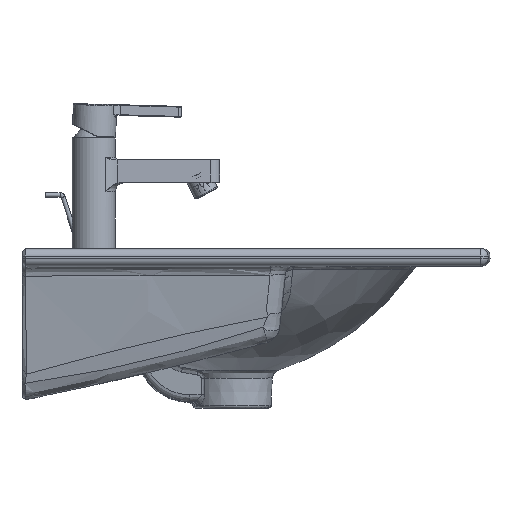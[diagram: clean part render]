
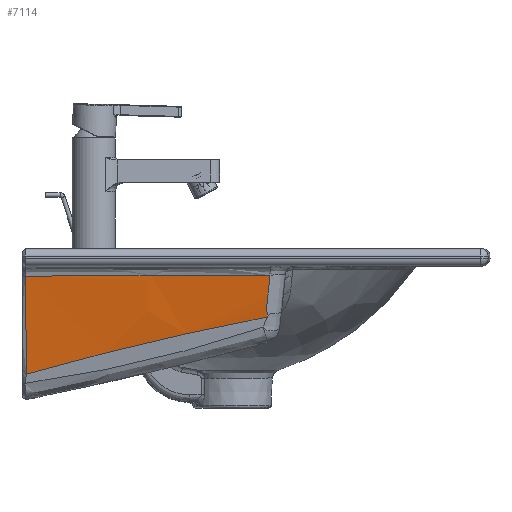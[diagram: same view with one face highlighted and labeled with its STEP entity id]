
A CAD part, front view. The second image highlights one B-rep face of the part: STEP entity #7114.
In plain terms, the highlighted free-form (B-spline) face has degree [3, 2] with [4, 3] control points.
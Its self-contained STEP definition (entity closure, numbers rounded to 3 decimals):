
#6022=CARTESIAN_POINT('',(-190.,-190.347,-25.321));
#6023=VERTEX_POINT('',#6022);
#6024=CARTESIAN_POINT('',(35.612,-184.32,-24.456));
#6025=VERTEX_POINT('',#6024);
#6026=CARTESIAN_POINT('',(-190.,-190.347,-25.321));
#6027=CARTESIAN_POINT('',(-186.441,-190.297,-25.309));
#6028=CARTESIAN_POINT('',(-182.884,-190.245,-25.297));
#6029=CARTESIAN_POINT('',(-179.328,-190.191,-25.284));
#6030=CARTESIAN_POINT('',(-151.44,-189.761,-25.187));
#6031=CARTESIAN_POINT('',(-123.684,-189.242,-25.087));
#6032=CARTESIAN_POINT('',(-99.652,-188.715,-24.997));
#6033=CARTESIAN_POINT('',(-57.389,-187.639,-24.836));
#6034=CARTESIAN_POINT('',(-16.302,-186.318,-24.671));
#6035=CARTESIAN_POINT('',(1.338,-185.695,-24.599));
#6036=CARTESIAN_POINT('',(18.671,-185.027,-24.527));
#6037=CARTESIAN_POINT('',(35.475,-184.325,-24.457));
#6038=CARTESIAN_POINT('',(35.52,-184.324,-24.456));
#6039=CARTESIAN_POINT('',(35.566,-184.322,-24.456));
#6040=CARTESIAN_POINT('',(35.612,-184.32,-24.456));
#6041=B_SPLINE_CURVE_WITH_KNOTS('',5,(#6026,#6027,#6028,#6029,#6030,#6031,#6032,#6033,#6034,#6035,#6036,#6037,#6038,#6039,#6040),.UNSPECIFIED.,.F.,.U.,(6,3,3,3,6),(187.715,218.016,425.184,585.788,586.22),.UNSPECIFIED.);
#6042=EDGE_CURVE('',#6023,#6025,#6041,.T.);
#7064=CARTESIAN_POINT('',(-190.003,-178.0,-112.222));
#7065=CARTESIAN_POINT('',(-190.026,-184.228,-83.613));
#7066=CARTESIAN_POINT('',(-190.049,-188.359,-54.548));
#7067=CARTESIAN_POINT('',(-190.073,-190.347,-25.336));
#7068=CARTESIAN_POINT('',(-75.394,-178.0,-88.467));
#7069=CARTESIAN_POINT('',(-76.26,-184.228,-59.859));
#7070=CARTESIAN_POINT('',(-77.139,-188.359,-30.794));
#7071=CARTESIAN_POINT('',(-78.023,-190.347,-1.583));
#7072=CARTESIAN_POINT('',(37.617,-178.0,-58.007));
#7073=CARTESIAN_POINT('',(35.911,-184.228,-29.449));
#7074=CARTESIAN_POINT('',(34.177,-188.359,-0.435));
#7075=CARTESIAN_POINT('',(32.434,-190.347,28.724));
#7083=(BOUNDED_SURFACE()B_SPLINE_SURFACE(3,2,((#7064,#7068,#7072),(#7065,#7069,#7073),(#7066,#7070,#7074),(#7067,#7071,#7075)),.SURF_OF_REVOLUTION.,.F.,.F.,.U.)B_SPLINE_SURFACE_WITH_KNOTS((4,4),(3,3),(1756.34,1844.178),(0.0,1.0),.UNSPECIFIED.)GEOMETRIC_REPRESENTATION_ITEM()RATIONAL_B_SPLINE_SURFACE(((1.0,1.,1.0),(1.0,1.,1.0),(1.0,1.,1.0),(1.0,1.,1.0)))REPRESENTATION_ITEM('')SURFACE());
#7084=CARTESIAN_POINT('',(32.99,-177.166,-63.137));
#7085=VERTEX_POINT('',#7084);
#7086=CARTESIAN_POINT('',(-189.241,-177.166,-115.897));
#7087=VERTEX_POINT('',#7086);
#7088=CARTESIAN_POINT('',(-996.44,-178.0,3778.5));
#7089=DIRECTION('',(0.0,1.0,0.0));
#7090=DIRECTION('',(1.0,0.0,0.0));
#7091=AXIS2_PLACEMENT_3D('',#7088,#7089,#7090);
#7092=CIRCLE('',#7091,3973.42);
#7093=EDGE_CURVE('',#7085,#7087,#7092,.T.);
#7094=ORIENTED_EDGE('',*,*,#7093,.F.);
#7095=CARTESIAN_POINT('',(42.6,287.134,56.411));
#7096=DIRECTION('',(0.995,0.003,-0.101));
#7097=DIRECTION('',(0.101,-0.096,0.99));
#7098=AXIS2_PLACEMENT_3D('',#7095,#7096,#7097);
#7099=ELLIPSE('',#7098,560.563,478.026);
#7100=EDGE_CURVE('',#7085,#6025,#7099,.F.);
#7101=ORIENTED_EDGE('',*,*,#7100,.T.);
#7102=ORIENTED_EDGE('',*,*,#6042,.F.);
#7103=CARTESIAN_POINT('',(-190.,-190.347,-25.321));
#7104=CARTESIAN_POINT('',(-190.001,-189.353,-39.929));
#7105=CARTESIAN_POINT('',(-190.002,-187.823,-54.501));
#7106=CARTESIAN_POINT('',(-190.002,-183.704,-83.494));
#7107=CARTESIAN_POINT('',(-190.002,-181.114,-97.915));
#7108=CARTESIAN_POINT('',(-190.003,-178.,-112.222));
#7109=B_SPLINE_CURVE_WITH_KNOTS('',3,(#7103,#7104,#7105,#7106,#7107,#7108),.UNSPECIFIED.,.F.,.U.,(4,2,4),(0.,4.393,8.785),.UNSPECIFIED.);
#7110=EDGE_CURVE('',#6023,#7087,#7109,.T.);
#7111=ORIENTED_EDGE('',*,*,#7110,.T.);
#7112=EDGE_LOOP('',(#7094,#7101,#7102,#7111));
#7113=FACE_OUTER_BOUND('',#7112,.T.);
#7114=ADVANCED_FACE('',(#7113),#7083,.F.);
